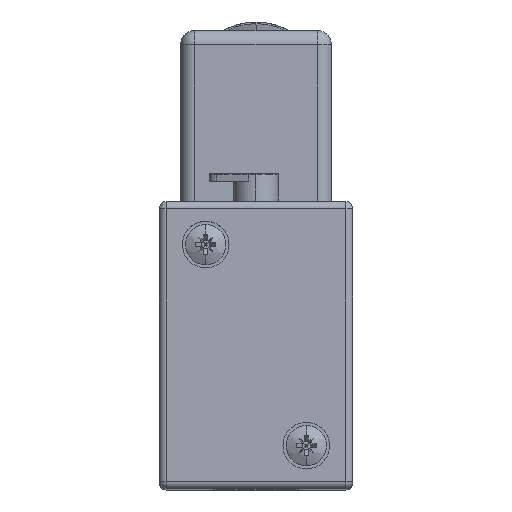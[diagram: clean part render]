
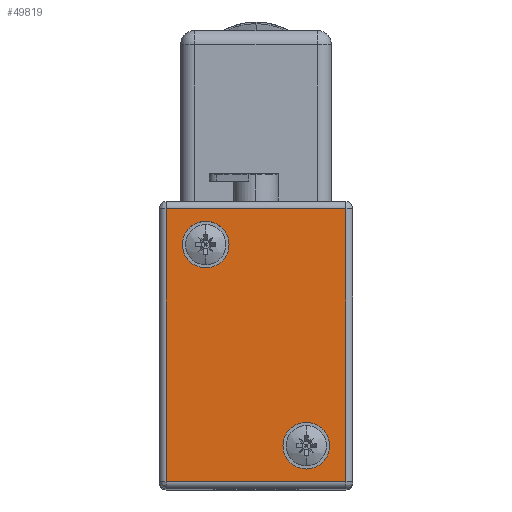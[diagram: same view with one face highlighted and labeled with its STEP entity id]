
A CAD part, top view. The second image highlights one B-rep face of the part: STEP entity #49819.
In plain terms, the highlighted planar face has unit normal (0, 0, 1).
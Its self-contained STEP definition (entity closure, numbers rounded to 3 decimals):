
#313 = VERTEX_POINT ( 'NONE', #34720 ) ;
#531 = VERTEX_POINT ( 'NONE', #17063 ) ;
#538 = CIRCLE ( 'NONE', #11337, 3.25 ) ;
#958 = DIRECTION ( 'NONE',  ( 1., 0., 0. ) ) ;
#1409 = DIRECTION ( 'NONE',  ( 1., 0., 0. ) ) ;
#2305 = EDGE_CURVE ( 'NONE', #3677, #313, #12561, .T. ) ;
#2455 = VECTOR ( 'NONE', #26462, 1000. ) ;
#2523 = LINE ( 'NONE', #28256, #13050 ) ;
#3113 = ORIENTED_EDGE ( 'NONE', *, *, #30093, .F. ) ;
#3187 = ORIENTED_EDGE ( 'NONE', *, *, #34502, .F. ) ;
#3564 = AXIS2_PLACEMENT_3D ( 'NONE', #50736, #23788, #55223 ) ;
#3670 = CARTESIAN_POINT ( 'NONE',  ( -88.933, 131.031, 50.789 ) ) ;
#3677 = VERTEX_POINT ( 'NONE', #3670 ) ;
#4135 = ORIENTED_EDGE ( 'NONE', *, *, #8587, .F. ) ;
#4268 = VERTEX_POINT ( 'NONE', #23731 ) ;
#4285 = CARTESIAN_POINT ( 'NONE',  ( -86.683, 145.031, 50.789 ) ) ;
#5092 = FACE_OUTER_BOUND ( 'NONE', #26294, .T. ) ;
#6489 = DIRECTION ( 'NONE',  ( 0., 0., -1. ) ) ;
#6667 = VERTEX_POINT ( 'NONE', #44658 ) ;
#6698 = CARTESIAN_POINT ( 'NONE',  ( -106.183, 159.031, 50.789 ) ) ;
#8587 = EDGE_CURVE ( 'NONE', #6667, #54559, #37192, .T. ) ;
#8982 = EDGE_CURVE ( 'NONE', #313, #3677, #538, .T. ) ;
#9030 = DIRECTION ( 'NONE',  ( 0., -1., 0. ) ) ;
#9517 = ORIENTED_EDGE ( 'NONE', *, *, #31775, .F. ) ;
#11224 = DIRECTION ( 'NONE',  ( 1., 0., 0. ) ) ;
#11337 = AXIS2_PLACEMENT_3D ( 'NONE', #54838, #27901, #958 ) ;
#12561 = CIRCLE ( 'NONE', #53370, 3.25 ) ;
#13050 = VECTOR ( 'NONE', #55208, 1000. ) ;
#14376 = LINE ( 'NONE', #17449, #2455 ) ;
#16783 = AXIS2_PLACEMENT_3D ( 'NONE', #6698, #38140, #11224 ) ;
#17063 = CARTESIAN_POINT ( 'NONE',  ( -111.683, 126.031, 50.789 ) ) ;
#17240 = ORIENTED_EDGE ( 'NONE', *, *, #49847, .F. ) ;
#17449 = CARTESIAN_POINT ( 'NONE',  ( -99.183, 126.031, 50.789 ) ) ;
#18783 = CIRCLE ( 'NONE', #3564, 3.25 ) ;
#19394 = CARTESIAN_POINT ( 'NONE',  ( -102.933, 159.031, 50.789 ) ) ;
#19782 = AXIS2_PLACEMENT_3D ( 'NONE', #55829, #6489, #37955 ) ;
#23731 = CARTESIAN_POINT ( 'NONE',  ( -109.433, 159.031, 50.789 ) ) ;
#23788 = DIRECTION ( 'NONE',  ( 0., 0., 1. ) ) ;
#25779 = CARTESIAN_POINT ( 'NONE',  ( -99.183, 164.031, 50.789 ) ) ;
#26294 = EDGE_LOOP ( 'NONE', ( #57314, #3187, #4135, #9517 ) ) ;
#26462 = DIRECTION ( 'NONE',  ( -1., 0., 0. ) ) ;
#27901 = DIRECTION ( 'NONE',  ( 0., 0., 1. ) ) ;
#28256 = CARTESIAN_POINT ( 'NONE',  ( -111.683, 145.031, 50.789 ) ) ;
#28320 = DIRECTION ( 'NONE',  ( 0., 0., 1. ) ) ;
#29137 = VECTOR ( 'NONE', #9030, 1000. ) ;
#29573 = ORIENTED_EDGE ( 'NONE', *, *, #2305, .F. ) ;
#30093 = EDGE_CURVE ( 'NONE', #46355, #4268, #18783, .T. ) ;
#31675 = EDGE_LOOP ( 'NONE', ( #3113, #17240 ) ) ;
#31775 = EDGE_CURVE ( 'NONE', #531, #6667, #2523, .T. ) ;
#34502 = EDGE_CURVE ( 'NONE', #54559, #44589, #53076, .T. ) ;
#34720 = CARTESIAN_POINT ( 'NONE',  ( -95.433, 131.031, 50.789 ) ) ;
#35801 = VECTOR ( 'NONE', #39363, 1000. ) ;
#37192 = LINE ( 'NONE', #25779, #35801 ) ;
#37955 = DIRECTION ( 'NONE',  ( -1., 0., 0. ) ) ;
#38140 = DIRECTION ( 'NONE',  ( 0., 0., 1. ) ) ;
#39363 = DIRECTION ( 'NONE',  ( 1., 0., 0. ) ) ;
#39587 = FACE_BOUND ( 'NONE', #31675, .T. ) ;
#42514 = CARTESIAN_POINT ( 'NONE',  ( -86.683, 164.031, 50.789 ) ) ;
#42926 = CARTESIAN_POINT ( 'NONE',  ( -86.683, 126.031, 50.789 ) ) ;
#43092 = ORIENTED_EDGE ( 'NONE', *, *, #8982, .F. ) ;
#44589 = VERTEX_POINT ( 'NONE', #42926 ) ;
#44658 = CARTESIAN_POINT ( 'NONE',  ( -111.683, 164.031, 50.789 ) ) ;
#46355 = VERTEX_POINT ( 'NONE', #19394 ) ;
#46810 = PLANE ( 'NONE',  #19782 ) ;
#49819 = ADVANCED_FACE ( 'NONE', ( #51579, #39587, #5092 ), #46810, .F. ) ;
#49847 = EDGE_CURVE ( 'NONE', #4268, #46355, #50140, .T. ) ;
#50140 = CIRCLE ( 'NONE', #16783, 3.25 ) ;
#50736 = CARTESIAN_POINT ( 'NONE',  ( -106.183, 159.031, 50.789 ) ) ;
#51579 = FACE_BOUND ( 'NONE', #54754, .T. ) ;
#53076 = LINE ( 'NONE', #4285, #29137 ) ;
#53370 = AXIS2_PLACEMENT_3D ( 'NONE', #55275, #28320, #1409 ) ;
#54559 = VERTEX_POINT ( 'NONE', #42514 ) ;
#54754 = EDGE_LOOP ( 'NONE', ( #29573, #43092 ) ) ;
#54838 = CARTESIAN_POINT ( 'NONE',  ( -92.183, 131.031, 50.789 ) ) ;
#55208 = DIRECTION ( 'NONE',  ( 0., 1., 0. ) ) ;
#55223 = DIRECTION ( 'NONE',  ( 1., 0., 0. ) ) ;
#55275 = CARTESIAN_POINT ( 'NONE',  ( -92.183, 131.031, 50.789 ) ) ;
#55829 = CARTESIAN_POINT ( 'NONE',  ( -99.183, 145.031, 50.789 ) ) ;
#56012 = EDGE_CURVE ( 'NONE', #44589, #531, #14376, .T. ) ;
#57314 = ORIENTED_EDGE ( 'NONE', *, *, #56012, .F. ) ;
